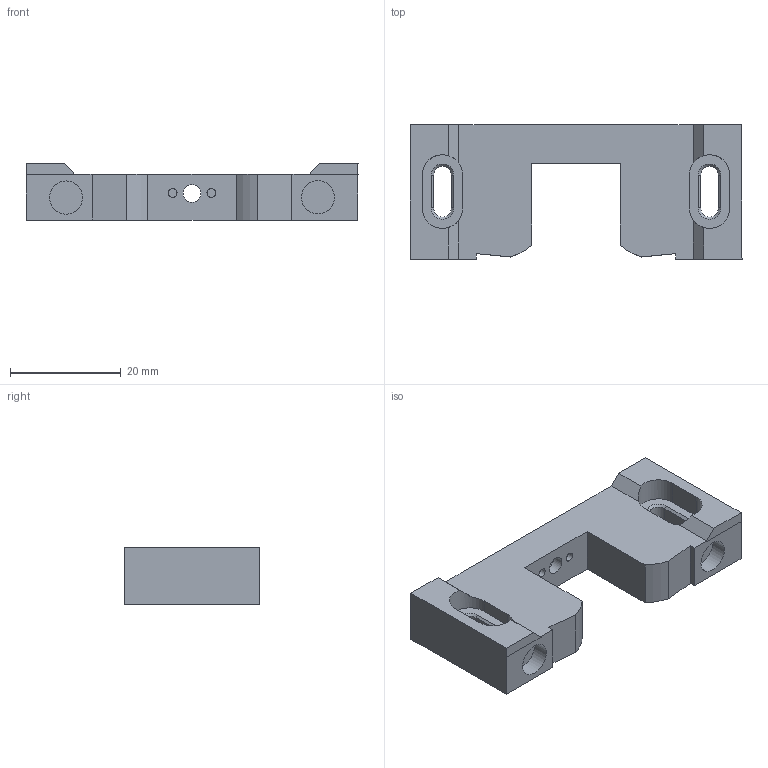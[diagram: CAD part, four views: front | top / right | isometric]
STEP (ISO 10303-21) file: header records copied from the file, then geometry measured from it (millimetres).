
FILE_DESCRIPTION(/* description */ (''),/* implementation_level */ '2;1');
FILE_NAME(/* name */ 'Magnet Back (5).step',/* time_stamp */ '2025-09-02T09:32:06+03:00',/* author */ (''),/* organization */ (''),/* preprocessor_version */ 'ST-DEVELOPER v20.1',/* originating_system */ 'Autodesk Translation Framework v14.10.0.0',/* authorisation */ '');
FILE_SCHEMA (('AUTOMOTIVE_DESIGN { 1 0 10303 214 3 1 1 }'));
Length unit declared in the file: millimetre
Products named in the file (1): Back (5)
Bounding box: 60 x 24.36 x 10.2 mm (x, y, z)
Volume: 8932.6 mm3; surface area: 4863.6 mm2
Topology: 3 solids, 3 shells, 97 faces, 244 edges, 158 vertices
Faces by surface type: plane 64, cylinder 22, cone 7, bspline 4
Full cylindrical faces by diameter (mm): 1.6 x2, 3.2 x1, 4.7 x1, 6 x2
Entity records: 3094 total; most frequent: CARTESIAN_POINT 788, ORIENTED_EDGE 488, DIRECTION 447, EDGE_CURVE 244, VERTEX_POINT 158, AXIS2_PLACEMENT_3D 156, LINE 135, VECTOR 135
